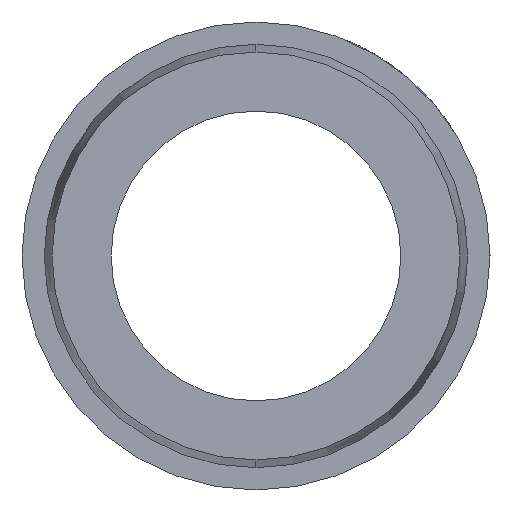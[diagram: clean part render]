
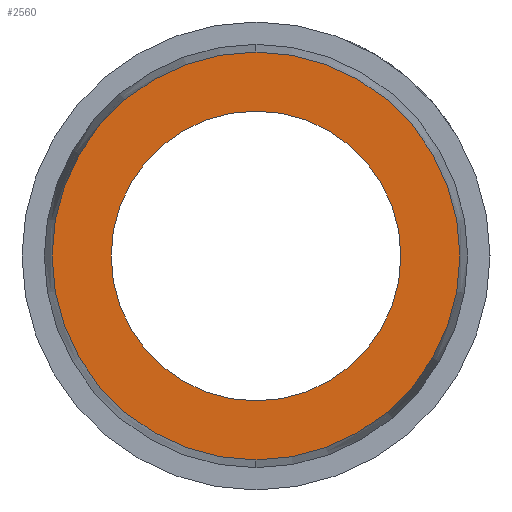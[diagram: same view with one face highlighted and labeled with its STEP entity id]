
A CAD part, left-side view. The second image highlights one B-rep face of the part: STEP entity #2560.
In plain terms, the highlighted planar face has unit normal (-1, 0, 0).
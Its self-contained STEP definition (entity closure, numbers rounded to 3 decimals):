
#9 = DIRECTION ( 'NONE',  ( 0., 0., -1. ) ) ;
#12 = DIRECTION ( 'NONE',  ( -1., 0., 0. ) ) ;
#83 = PLANE ( 'NONE',  #4672 ) ;
#187 = CARTESIAN_POINT ( 'NONE',  ( 0., 0., 6.5 ) ) ;
#485 = AXIS2_PLACEMENT_3D ( 'NONE', #1555, #4942, #3670 ) ;
#524 = ORIENTED_EDGE ( 'NONE', *, *, #4618, .T. ) ;
#616 = AXIS2_PLACEMENT_3D ( 'NONE', #2546, #1268, #2138 ) ;
#793 = FACE_OUTER_BOUND ( 'NONE', #905, .T. ) ;
#905 = EDGE_LOOP ( 'NONE', ( #4563, #1263 ) ) ;
#924 = AXIS2_PLACEMENT_3D ( 'NONE', #4171, #12, #3757 ) ;
#1117 = EDGE_CURVE ( 'NONE', #5300, #3978, #4743, .T. ) ;
#1263 = ORIENTED_EDGE ( 'NONE', *, *, #5057, .T. ) ;
#1266 = DIRECTION ( 'NONE',  ( 1., 0., 0. ) ) ;
#1268 = DIRECTION ( 'NONE',  ( 1., 0., 0. ) ) ;
#1555 = CARTESIAN_POINT ( 'NONE',  ( 0., 0., 0. ) ) ;
#1768 = DIRECTION ( 'NONE',  ( 0., 0., -1. ) ) ;
#1999 = EDGE_LOOP ( 'NONE', ( #524, #2540 ) ) ;
#2138 = DIRECTION ( 'NONE',  ( 0., 0., -1. ) ) ;
#2540 = ORIENTED_EDGE ( 'NONE', *, *, #1117, .T. ) ;
#2546 = CARTESIAN_POINT ( 'NONE',  ( 0., 0., 0. ) ) ;
#2560 = ADVANCED_FACE ( 'NONE', ( #5004, #793 ), #83, .F. ) ;
#2584 = CIRCLE ( 'NONE', #4709, 6.5 ) ;
#2866 = CARTESIAN_POINT ( 'NONE',  ( 0., 0., -6.5 ) ) ;
#2974 = VERTEX_POINT ( 'NONE', #4156 ) ;
#3156 = VERTEX_POINT ( 'NONE', #3574 ) ;
#3309 = CARTESIAN_POINT ( 'NONE',  ( 0., 0., 0. ) ) ;
#3378 = CIRCLE ( 'NONE', #485, 9.15 ) ;
#3574 = CARTESIAN_POINT ( 'NONE',  ( 0., 0., 9.15 ) ) ;
#3670 = DIRECTION ( 'NONE',  ( 0., 0., 1. ) ) ;
#3757 = DIRECTION ( 'NONE',  ( 0., 0., 1. ) ) ;
#3978 = VERTEX_POINT ( 'NONE', #187 ) ;
#4156 = CARTESIAN_POINT ( 'NONE',  ( 0., 0., -9.15 ) ) ;
#4171 = CARTESIAN_POINT ( 'NONE',  ( 0., 0., 0. ) ) ;
#4563 = ORIENTED_EDGE ( 'NONE', *, *, #5195, .T. ) ;
#4595 = CARTESIAN_POINT ( 'NONE',  ( 0., 0., 0. ) ) ;
#4618 = EDGE_CURVE ( 'NONE', #3978, #5300, #2584, .T. ) ;
#4672 = AXIS2_PLACEMENT_3D ( 'NONE', #4595, #1266, #1768 ) ;
#4709 = AXIS2_PLACEMENT_3D ( 'NONE', #3309, #4999, #9 ) ;
#4743 = CIRCLE ( 'NONE', #616, 6.5 ) ;
#4887 = CIRCLE ( 'NONE', #924, 9.15 ) ;
#4942 = DIRECTION ( 'NONE',  ( -1., 0., 0. ) ) ;
#4999 = DIRECTION ( 'NONE',  ( 1., 0., 0. ) ) ;
#5004 = FACE_BOUND ( 'NONE', #1999, .T. ) ;
#5057 = EDGE_CURVE ( 'NONE', #3156, #2974, #4887, .T. ) ;
#5195 = EDGE_CURVE ( 'NONE', #2974, #3156, #3378, .T. ) ;
#5300 = VERTEX_POINT ( 'NONE', #2866 ) ;
